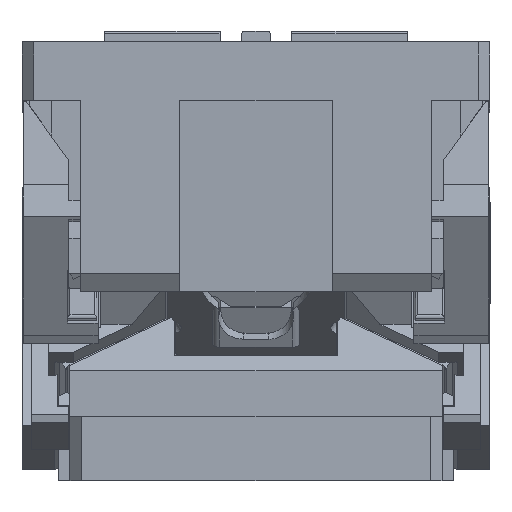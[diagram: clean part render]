
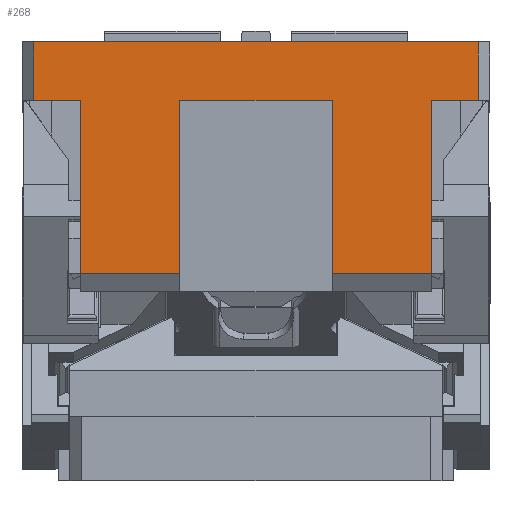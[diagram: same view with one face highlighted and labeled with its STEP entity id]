
A CAD part, left-side view. The second image highlights one B-rep face of the part: STEP entity #268.
In plain terms, the highlighted planar face has unit normal (-1, 0, 0).
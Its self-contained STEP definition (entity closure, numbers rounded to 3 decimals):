
#57=CARTESIAN_POINT('Line Origine',(-390.,0.,175.)) ;
#61=CARTESIAN_POINT('Vertex',(-390.,-65.,175.)) ;
#63=CARTESIAN_POINT('Vertex',(-390.,65.,175.)) ;
#133=CARTESIAN_POINT('Vertex',(-390.,-65.,27.052)) ;
#136=CARTESIAN_POINT('Line Origine',(-390.,-65.,101.026)) ;
#154=CARTESIAN_POINT('Line Origine',(-390.,65.,101.026)) ;
#158=CARTESIAN_POINT('Vertex',(-390.,65.,27.052)) ;
#188=CARTESIAN_POINT('Axis2P3D Location',(-390.,-200.,175.)) ;
#193=CARTESIAN_POINT('Line Origine',(-390.,-107.5,27.052)) ;
#197=CARTESIAN_POINT('Vertex',(-390.,-150.,27.052)) ;
#200=CARTESIAN_POINT('Line Origine',(-390.,-150.,101.026)) ;
#204=CARTESIAN_POINT('Vertex',(-390.,-150.,175.)) ;
#207=CARTESIAN_POINT('Line Origine',(-390.,-170.,175.)) ;
#211=CARTESIAN_POINT('Vertex',(-390.,-190.,175.)) ;
#214=CARTESIAN_POINT('Line Origine',(-390.,-190.,200.)) ;
#218=CARTESIAN_POINT('Vertex',(-390.,-190.,225.)) ;
#221=CARTESIAN_POINT('Line Origine',(-390.,0.,225.)) ;
#225=CARTESIAN_POINT('Vertex',(-390.,190.,225.)) ;
#228=CARTESIAN_POINT('Line Origine',(-390.,190.,200.)) ;
#232=CARTESIAN_POINT('Vertex',(-390.,190.,175.)) ;
#235=CARTESIAN_POINT('Line Origine',(-390.,170.,175.)) ;
#239=CARTESIAN_POINT('Vertex',(-390.,150.,175.)) ;
#242=CARTESIAN_POINT('Line Origine',(-390.,150.,101.026)) ;
#246=CARTESIAN_POINT('Vertex',(-390.,150.,27.052)) ;
#249=CARTESIAN_POINT('Line Origine',(-390.,107.5,27.052)) ;
#58=DIRECTION('Vector Direction',(0.,1.,0.)) ;
#137=DIRECTION('Vector Direction',(0.,0.,-1.)) ;
#155=DIRECTION('Vector Direction',(0.,0.,-1.)) ;
#189=DIRECTION('Axis2P3D Direction',(1.,0.,0.)) ;
#190=DIRECTION('Axis2P3D XDirection',(0.,1.,0.)) ;
#194=DIRECTION('Vector Direction',(0.,1.,0.)) ;
#201=DIRECTION('Vector Direction',(0.,0.,-1.)) ;
#208=DIRECTION('Vector Direction',(0.,1.,0.)) ;
#215=DIRECTION('Vector Direction',(0.,0.,1.)) ;
#222=DIRECTION('Vector Direction',(0.,1.,0.)) ;
#229=DIRECTION('Vector Direction',(0.,0.,-1.)) ;
#236=DIRECTION('Vector Direction',(0.,1.,0.)) ;
#243=DIRECTION('Vector Direction',(0.,0.,-1.)) ;
#250=DIRECTION('Vector Direction',(0.,1.,0.)) ;
#191=AXIS2_PLACEMENT_3D('Plane Axis2P3D',#188,#189,#190) ;
#255=ORIENTED_EDGE('',*,*,#160,.F.) ;
#256=ORIENTED_EDGE('',*,*,#65,.F.) ;
#257=ORIENTED_EDGE('',*,*,#140,.T.) ;
#258=ORIENTED_EDGE('',*,*,#199,.T.) ;
#259=ORIENTED_EDGE('',*,*,#206,.F.) ;
#260=ORIENTED_EDGE('',*,*,#213,.F.) ;
#261=ORIENTED_EDGE('',*,*,#220,.T.) ;
#262=ORIENTED_EDGE('',*,*,#227,.T.) ;
#263=ORIENTED_EDGE('',*,*,#234,.T.) ;
#264=ORIENTED_EDGE('',*,*,#241,.T.) ;
#265=ORIENTED_EDGE('',*,*,#248,.T.) ;
#266=ORIENTED_EDGE('',*,*,#253,.T.) ;
#59=VECTOR('Line Direction',#58,1.) ;
#138=VECTOR('Line Direction',#137,1.) ;
#156=VECTOR('Line Direction',#155,1.) ;
#195=VECTOR('Line Direction',#194,1.) ;
#202=VECTOR('Line Direction',#201,1.) ;
#209=VECTOR('Line Direction',#208,1.) ;
#216=VECTOR('Line Direction',#215,1.) ;
#223=VECTOR('Line Direction',#222,1.) ;
#230=VECTOR('Line Direction',#229,1.) ;
#237=VECTOR('Line Direction',#236,1.) ;
#244=VECTOR('Line Direction',#243,1.) ;
#251=VECTOR('Line Direction',#250,1.) ;
#268=ADVANCED_FACE('CAM HOLDER',(#267),#192,.F.) ;
#65=EDGE_CURVE('',#62,#64,#60,.T.) ;
#140=EDGE_CURVE('',#62,#134,#139,.T.) ;
#160=EDGE_CURVE('',#64,#159,#157,.T.) ;
#199=EDGE_CURVE('',#134,#198,#196,.F.) ;
#206=EDGE_CURVE('',#205,#198,#203,.T.) ;
#213=EDGE_CURVE('',#212,#205,#210,.T.) ;
#220=EDGE_CURVE('',#212,#219,#217,.T.) ;
#227=EDGE_CURVE('',#219,#226,#224,.T.) ;
#234=EDGE_CURVE('',#226,#233,#231,.T.) ;
#241=EDGE_CURVE('',#233,#240,#238,.F.) ;
#248=EDGE_CURVE('',#240,#247,#245,.T.) ;
#253=EDGE_CURVE('',#247,#159,#252,.F.) ;
#254=EDGE_LOOP('',(#255,#256,#257,#258,#259,#260,#261,#262,#263,#264,#265,#266)) ;
#267=FACE_OUTER_BOUND('',#254,.T.) ;
#60=LINE('Line',#57,#59) ;
#139=LINE('Line',#136,#138) ;
#157=LINE('Line',#154,#156) ;
#196=LINE('Line',#193,#195) ;
#203=LINE('Line',#200,#202) ;
#210=LINE('Line',#207,#209) ;
#217=LINE('Line',#214,#216) ;
#224=LINE('Line',#221,#223) ;
#231=LINE('Line',#228,#230) ;
#238=LINE('Line',#235,#237) ;
#245=LINE('Line',#242,#244) ;
#252=LINE('Line',#249,#251) ;
#192=PLANE('Plane',#191) ;
#62=VERTEX_POINT('',#61) ;
#64=VERTEX_POINT('',#63) ;
#134=VERTEX_POINT('',#133) ;
#159=VERTEX_POINT('',#158) ;
#198=VERTEX_POINT('',#197) ;
#205=VERTEX_POINT('',#204) ;
#212=VERTEX_POINT('',#211) ;
#219=VERTEX_POINT('',#218) ;
#226=VERTEX_POINT('',#225) ;
#233=VERTEX_POINT('',#232) ;
#240=VERTEX_POINT('',#239) ;
#247=VERTEX_POINT('',#246) ;
